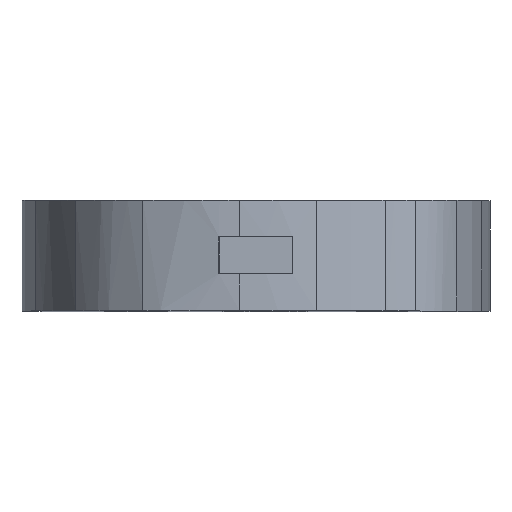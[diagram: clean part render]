
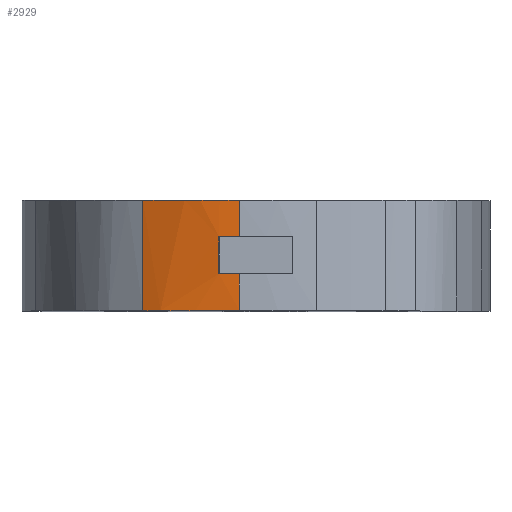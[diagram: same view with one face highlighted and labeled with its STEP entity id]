
A CAD part, top view. The second image highlights one B-rep face of the part: STEP entity #2929.
In plain terms, the highlighted free-form (B-spline) face has degree [3, 1] with [5, 2] control points.
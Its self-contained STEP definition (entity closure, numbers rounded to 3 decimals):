
#63=B_SPLINE_SURFACE_WITH_KNOTS('',3,1,((#4468,#4469),(#4470,#4471),(#4472,
#4473),(#4474,#4475),(#4476,#4477)),.UNSPECIFIED.,.F.,.F.,.F.,(4,1,4),(2,
2),(-0.54,-0.284,0.),(-0.3,0.3),.UNSPECIFIED.);
#210=FACE_OUTER_BOUND('',#373,.T.);
#373=EDGE_LOOP('',(#2185,#2186,#2187,#2188,#2189,#2190,#2191,#2192));
#500=LINE('',#3387,#684);
#502=LINE('',#3402,#686);
#548=LINE('',#4484,#732);
#684=VECTOR('',#3107,10.);
#686=VECTOR('',#3109,10.);
#732=VECTOR('',#3161,10.);
#860=B_SPLINE_CURVE_WITH_KNOTS('',3,(#3326,#3327,#3328,#3329),
 .UNSPECIFIED.,.F.,.F.,(4,4),(-0.112,0.),.UNSPECIFIED.);
#863=B_SPLINE_CURVE_WITH_KNOTS('',3,(#3355,#3356,#3357,#3358),
 .UNSPECIFIED.,.F.,.F.,(4,4),(-0.161,-0.05),
 .UNSPECIFIED.);
#865=B_SPLINE_CURVE_WITH_KNOTS('',3,(#3370,#3371,#3372,#3373),
 .UNSPECIFIED.,.F.,.F.,(4,4),(-0.25,-0.05),.UNSPECIFIED.);
#893=B_SPLINE_CURVE_WITH_KNOTS('',3,(#3559,#3560,#3561,#3562,#3563),
 .UNSPECIFIED.,.F.,.F.,(4,1,4),(0.,0.284,0.54),
 .UNSPECIFIED.);
#975=B_SPLINE_CURVE_WITH_KNOTS('',3,(#4479,#4480,#4481,#4482,#4483),
 .UNSPECIFIED.,.F.,.F.,(4,1,4),(-0.54,-0.284,0.),
 .UNSPECIFIED.);
#1144=VERTEX_POINT('',#3324);
#1145=VERTEX_POINT('',#3325);
#1151=VERTEX_POINT('',#3353);
#1152=VERTEX_POINT('',#3354);
#1154=VERTEX_POINT('',#3386);
#1157=VERTEX_POINT('',#3396);
#1185=VERTEX_POINT('',#3558);
#1270=VERTEX_POINT('',#4478);
#1456=EDGE_CURVE('',#1144,#1145,#860,.T.);
#1464=EDGE_CURVE('',#1151,#1152,#863,.T.);
#1468=EDGE_CURVE('',#1152,#1144,#865,.T.);
#1470=EDGE_CURVE('',#1154,#1151,#500,.T.);
#1474=EDGE_CURVE('',#1145,#1157,#502,.T.);
#1502=EDGE_CURVE('',#1154,#1185,#893,.T.);
#1627=EDGE_CURVE('',#1270,#1157,#975,.T.);
#1628=EDGE_CURVE('',#1185,#1270,#548,.T.);
#2185=ORIENTED_EDGE('',*,*,#1456,.T.);
#2186=ORIENTED_EDGE('',*,*,#1474,.T.);
#2187=ORIENTED_EDGE('',*,*,#1627,.F.);
#2188=ORIENTED_EDGE('',*,*,#1628,.F.);
#2189=ORIENTED_EDGE('',*,*,#1502,.F.);
#2190=ORIENTED_EDGE('',*,*,#1470,.T.);
#2191=ORIENTED_EDGE('',*,*,#1464,.T.);
#2192=ORIENTED_EDGE('',*,*,#1468,.T.);
#2929=ADVANCED_FACE('',(#210),#63,.T.);
#3107=DIRECTION('',(0.,1.,0.));
#3109=DIRECTION('',(0.,1.,0.));
#3161=DIRECTION('',(0.,1.,0.));
#3324=CARTESIAN_POINT('',(11.125,1.,39.588));
#3325=CARTESIAN_POINT('',(12.241,1.,39.64));
#3326=CARTESIAN_POINT('Ctrl Pts',(11.125,1.,39.588));
#3327=CARTESIAN_POINT('Ctrl Pts',(11.496,1.,39.612));
#3328=CARTESIAN_POINT('Ctrl Pts',(11.868,1.,39.626));
#3329=CARTESIAN_POINT('Ctrl Pts',(12.241,1.,39.64));
#3353=CARTESIAN_POINT('',(12.241,-1.,39.64));
#3354=CARTESIAN_POINT('',(11.125,-1.,39.588));
#3355=CARTESIAN_POINT('Ctrl Pts',(12.241,-1.,39.64));
#3356=CARTESIAN_POINT('Ctrl Pts',(11.868,-1.,39.626));
#3357=CARTESIAN_POINT('Ctrl Pts',(11.496,-1.,39.612));
#3358=CARTESIAN_POINT('Ctrl Pts',(11.125,-1.,39.588));
#3370=CARTESIAN_POINT('Ctrl Pts',(11.125,-1.,39.588));
#3371=CARTESIAN_POINT('Ctrl Pts',(11.125,-0.333,39.588));
#3372=CARTESIAN_POINT('Ctrl Pts',(11.125,0.333,39.588));
#3373=CARTESIAN_POINT('Ctrl Pts',(11.125,1.,39.588));
#3386=CARTESIAN_POINT('',(12.241,-3.,39.64));
#3387=CARTESIAN_POINT('',(12.241,0.,39.64));
#3396=CARTESIAN_POINT('',(12.241,3.,39.64));
#3402=CARTESIAN_POINT('',(12.241,0.,39.64));
#3558=CARTESIAN_POINT('',(6.996,-3.,38.527));
#3559=CARTESIAN_POINT('Ctrl Pts',(12.241,-3.,39.64));
#3560=CARTESIAN_POINT('Ctrl Pts',(11.287,-3.,39.604));
#3561=CARTESIAN_POINT('Ctrl Pts',(9.472,-3.,39.536));
#3562=CARTESIAN_POINT('Ctrl Pts',(7.793,-3.,38.852));
#3563=CARTESIAN_POINT('Ctrl Pts',(6.996,-3.,38.527));
#4468=CARTESIAN_POINT('Ctrl Pts',(6.996,-3.,38.527));
#4469=CARTESIAN_POINT('Ctrl Pts',(6.996,3.,38.527));
#4470=CARTESIAN_POINT('Ctrl Pts',(7.793,-3.,38.852));
#4471=CARTESIAN_POINT('Ctrl Pts',(7.793,3.,38.852));
#4472=CARTESIAN_POINT('Ctrl Pts',(9.472,-3.,39.536));
#4473=CARTESIAN_POINT('Ctrl Pts',(9.472,3.,39.536));
#4474=CARTESIAN_POINT('Ctrl Pts',(11.287,-3.,39.604));
#4475=CARTESIAN_POINT('Ctrl Pts',(11.287,3.,39.604));
#4476=CARTESIAN_POINT('Ctrl Pts',(12.241,-3.,39.64));
#4477=CARTESIAN_POINT('Ctrl Pts',(12.241,3.,39.64));
#4478=CARTESIAN_POINT('',(6.996,3.,38.527));
#4479=CARTESIAN_POINT('Ctrl Pts',(6.996,3.,38.527));
#4480=CARTESIAN_POINT('Ctrl Pts',(7.793,3.,38.852));
#4481=CARTESIAN_POINT('Ctrl Pts',(9.472,3.,39.536));
#4482=CARTESIAN_POINT('Ctrl Pts',(11.287,3.,39.604));
#4483=CARTESIAN_POINT('Ctrl Pts',(12.241,3.,39.64));
#4484=CARTESIAN_POINT('',(6.996,0.,38.527));
